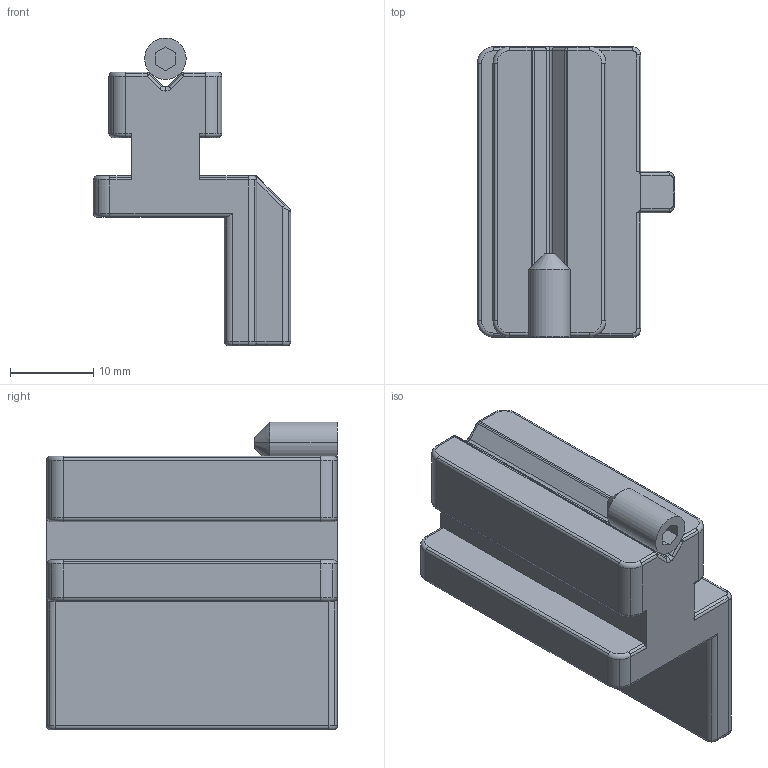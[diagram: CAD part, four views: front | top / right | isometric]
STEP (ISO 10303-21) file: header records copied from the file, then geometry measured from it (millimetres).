
FILE_DESCRIPTION(('STEP AP214'),'1');
FILE_NAME('cctmp_7926FE0C-473D-42D2-B70A-DDD76F98C24A_2020_12_14_20_23_14_566..stp','2020-12-14T19:23:14',('MiniTec Maschinenbau GmbH & Co.KG'),('CADClick - www.CADClick.com'),'Spatial InterOp 3D',' ','unknown authorization');
FILE_SCHEMA(('AUTOMOTIVE_DESIGN'));
Length unit declared in the file: millimetre
Products named in the file (1): 1
Bounding box: 23.8 x 35 x 37.1 mm (x, y, z)
Volume: 10968.2 mm3; surface area: 4906 mm2
Topology: 2 solids, 2 shells, 171 faces, 434 edges, 264 vertices
Faces by surface type: cylinder 106, plane 33, torus 24, sphere 4, cone 2, bspline 2
Entity records: 6942 total; most frequent: CARTESIAN_POINT 1281, DIRECTION 992, ORIENTED_EDGE 860, EDGE_CURVE 430, AXIS2_PLACEMENT_3D 401, VERTEX_POINT 264, CIRCLE 214, LINE 190
